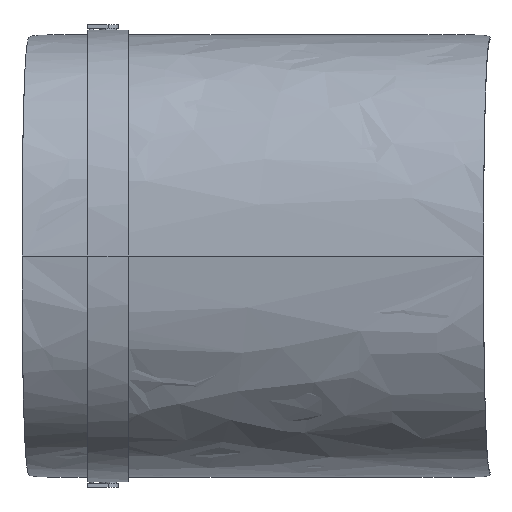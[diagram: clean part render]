
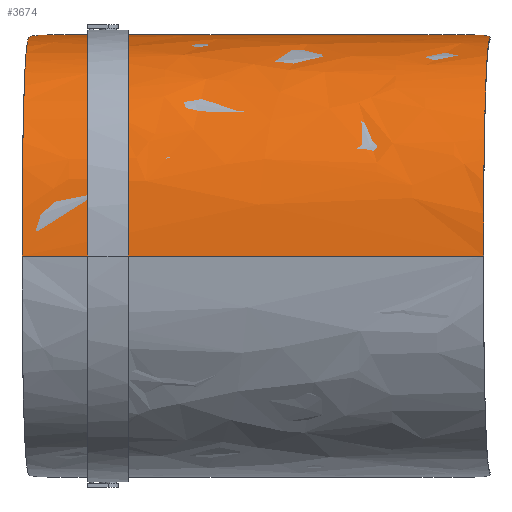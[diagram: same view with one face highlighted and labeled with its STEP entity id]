
A CAD part, left-side view. The second image highlights one B-rep face of the part: STEP entity #3674.
In plain terms, the highlighted free-form (B-spline) face has degree [3, 1] with [19, 2] control points.
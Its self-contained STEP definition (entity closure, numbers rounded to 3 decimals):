
#387=LINE('',#8686,#609);
#394=LINE('',#8868,#616);
#609=VECTOR('',#4522,10.);
#616=VECTOR('',#4533,10.);
#964=FACE_OUTER_BOUND('',#1196,.T.);
#1196=EDGE_LOOP('',(#3219,#3220,#3221,#3222,#3223,#3224));
#1423=B_SPLINE_CURVE_WITH_KNOTS('',3,(#8651,#8652,#8653,#8654,#8655,#8656,
#8657,#8658,#8659,#8660,#8661,#8662),.UNSPECIFIED.,.F.,.F.,(4,2,2,2,2,4),
(-4.728,-4.657,-3.464,-2.315,
-1.185,0.),.UNSPECIFIED.);
#1433=B_SPLINE_CURVE_WITH_KNOTS('',3,(#8900,#8901,#8902,#8903,#8904,#8905,
#8906,#8907,#8908,#8909,#8910,#8911,#8912,#8913),.UNSPECIFIED.,.F.,.F.,
(4,2,2,2,2,2,4),(0.,0.586,1.199,2.328,
3.478,4.659,4.726),.UNSPECIFIED.);
#1436=B_SPLINE_CURVE_WITH_KNOTS('',3,(#8949,#8950,#8951,#8952,#8953,#8954,
#8955,#8956,#8957,#8958,#8959,#8960,#8961,#8962,#8963,#8964),
 .UNSPECIFIED.,.F.,.F.,(4,3,3,3,3,4),(-1.,-0.938,-0.745,
-0.531,-0.365,-0.186),.UNSPECIFIED.);
#1437=B_SPLINE_CURVE_WITH_KNOTS('',3,(#8966,#8967,#8968,#8969,#8970,#8971,
#8972,#8973,#8974,#8975,#8976,#8977,#8978,#8979,#8980,#8981),
 .UNSPECIFIED.,.F.,.F.,(4,3,3,3,3,4),(0.186,0.365,
0.531,0.745,0.938,1.),.UNSPECIFIED.);
#1727=VERTEX_POINT('',#8649);
#1728=VERTEX_POINT('',#8650);
#1732=VERTEX_POINT('',#8684);
#1742=VERTEX_POINT('',#8850);
#1743=VERTEX_POINT('',#8867);
#1745=VERTEX_POINT('',#8899);
#2224=EDGE_CURVE('',#1727,#1728,#1423,.T.);
#2230=EDGE_CURVE('',#1727,#1732,#387,.T.);
#2243=EDGE_CURVE('',#1742,#1743,#394,.T.);
#2246=EDGE_CURVE('',#1745,#1732,#1433,.T.);
#2251=EDGE_CURVE('',#1743,#1745,#1436,.T.);
#2252=EDGE_CURVE('',#1728,#1742,#1437,.T.);
#3219=ORIENTED_EDGE('',*,*,#2224,.F.);
#3220=ORIENTED_EDGE('',*,*,#2230,.T.);
#3221=ORIENTED_EDGE('',*,*,#2246,.F.);
#3222=ORIENTED_EDGE('',*,*,#2251,.F.);
#3223=ORIENTED_EDGE('',*,*,#2243,.F.);
#3224=ORIENTED_EDGE('',*,*,#2252,.F.);
#3505=B_SPLINE_SURFACE_WITH_KNOTS('',3,1,((#8998,#8999),(#9000,#9001),(#9002,
#9003),(#9004,#9005),(#9006,#9007),(#9008,#9009),(#9010,#9011),(#9012,#9013),
(#9014,#9015),(#9016,#9017),(#9018,#9019),(#9020,#9021),(#9022,#9023),(#9024,
#9025),(#9026,#9027),(#9028,#9029),(#9030,#9031),(#9032,#9033),(#9034,#9035)),
 .UNSPECIFIED.,.F.,.F.,.F.,(4,3,3,3,3,3,4),(2,2),(-1.,-0.938,
-0.745,-0.531,-0.365,-0.171,
-0.001),(-15.,2.),.UNSPECIFIED.);
#3674=ADVANCED_FACE('',(#964),#3505,.T.);
#4522=DIRECTION('',(0.035,0.999,0.));
#4533=DIRECTION('',(0.035,0.999,0.));
#8649=CARTESIAN_POINT('',(-10.013,-119.2,81.486));
#8650=CARTESIAN_POINT('',(-41.042,-148.134,80.444));
#8651=CARTESIAN_POINT('Ctrl Pts',(-10.013,-119.2,81.486));
#8652=CARTESIAN_POINT('Ctrl Pts',(-10.022,-119.437,81.486));
#8653=CARTESIAN_POINT('Ctrl Pts',(-10.033,-119.675,81.486));
#8654=CARTESIAN_POINT('Ctrl Pts',(-10.28,-123.884,81.486));
#8655=CARTESIAN_POINT('Ctrl Pts',(-11.301,-127.769,81.487));
#8656=CARTESIAN_POINT('Ctrl Pts',(-14.734,-134.783,81.476));
#8657=CARTESIAN_POINT('Ctrl Pts',(-17.062,-137.869,81.464));
#8658=CARTESIAN_POINT('Ctrl Pts',(-22.706,-142.958,81.38));
#8659=CARTESIAN_POINT('Ctrl Pts',(-25.955,-144.93,81.309));
#8660=CARTESIAN_POINT('Ctrl Pts',(-33.181,-147.634,81.021));
#8661=CARTESIAN_POINT('Ctrl Pts',(-37.11,-148.272,80.8));
#8662=CARTESIAN_POINT('Ctrl Pts',(-41.042,-148.134,80.444));
#8684=CARTESIAN_POINT('',(-6.174,-9.267,81.486));
#8686=CARTESIAN_POINT('',(-5.825,0.727,81.486));
#8850=CARTESIAN_POINT('',(-109.79,-145.734,0.));
#8867=CARTESIAN_POINT('',(-103.857,24.163,0.));
#8868=CARTESIAN_POINT('',(-104.555,4.175,0.));
#8899=CARTESIAN_POINT('',(-35.109,21.762,80.444));
#8900=CARTESIAN_POINT('Ctrl Pts',(-35.109,21.762,80.444));
#8901=CARTESIAN_POINT('Ctrl Pts',(-33.165,21.694,80.62));
#8902=CARTESIAN_POINT('Ctrl Pts',(-31.23,21.437,80.763));
#8903=CARTESIAN_POINT('Ctrl Pts',(-27.347,20.53,81.004));
#8904=CARTESIAN_POINT('Ctrl Pts',(-25.414,19.865,81.1));
#8905=CARTESIAN_POINT('Ctrl Pts',(-20.146,17.429,81.313));
#8906=CARTESIAN_POINT('Ctrl Pts',(-17.057,15.22,81.382));
#8907=CARTESIAN_POINT('Ctrl Pts',(-11.809,9.722,81.464));
#8908=CARTESIAN_POINT('Ctrl Pts',(-9.717,6.467,81.476));
#8909=CARTESIAN_POINT('Ctrl Pts',(-6.835,-0.751,
81.487));
#8910=CARTESIAN_POINT('Ctrl Pts',(-6.109,-4.659,81.486));
#8911=CARTESIAN_POINT('Ctrl Pts',(-6.161,-8.82,81.486));
#8912=CARTESIAN_POINT('Ctrl Pts',(-6.167,-9.043,81.486));
#8913=CARTESIAN_POINT('Ctrl Pts',(-6.174,-9.267,81.486));
#8949=CARTESIAN_POINT('Ctrl Pts',(-103.857,24.163,0.));
#8950=CARTESIAN_POINT('Ctrl Pts',(-103.857,24.163,3.913));
#8951=CARTESIAN_POINT('Ctrl Pts',(-103.669,24.156,7.708));
#8952=CARTESIAN_POINT('Ctrl Pts',(-103.297,24.143,11.379));
#8953=CARTESIAN_POINT('Ctrl Pts',(-102.134,24.103,22.856));
#8954=CARTESIAN_POINT('Ctrl Pts',(-99.143,23.998,33.148));
#8955=CARTESIAN_POINT('Ctrl Pts',(-94.851,23.848,41.98));
#8956=CARTESIAN_POINT('Ctrl Pts',(-90.099,23.682,51.761));
#8957=CARTESIAN_POINT('Ctrl Pts',(-83.812,23.463,59.727));
#8958=CARTESIAN_POINT('Ctrl Pts',(-76.641,23.212,65.634));
#8959=CARTESIAN_POINT('Ctrl Pts',(-71.093,23.019,70.204));
#8960=CARTESIAN_POINT('Ctrl Pts',(-65.003,22.806,73.531));
#8961=CARTESIAN_POINT('Ctrl Pts',(-58.436,22.577,75.836));
#8962=CARTESIAN_POINT('Ctrl Pts',(-51.335,22.329,78.328));
#8963=CARTESIAN_POINT('Ctrl Pts',(-43.67,22.061,79.669));
#8964=CARTESIAN_POINT('Ctrl Pts',(-35.109,21.762,80.444));
#8966=CARTESIAN_POINT('Ctrl Pts',(-41.042,-148.134,80.444));
#8967=CARTESIAN_POINT('Ctrl Pts',(-49.603,-147.835,79.669));
#8968=CARTESIAN_POINT('Ctrl Pts',(-57.268,-147.568,78.328));
#8969=CARTESIAN_POINT('Ctrl Pts',(-64.369,-147.32,75.836));
#8970=CARTESIAN_POINT('Ctrl Pts',(-70.936,-147.09,73.531));
#8971=CARTESIAN_POINT('Ctrl Pts',(-77.026,-146.878,70.204));
#8972=CARTESIAN_POINT('Ctrl Pts',(-82.574,-146.684,65.634));
#8973=CARTESIAN_POINT('Ctrl Pts',(-89.745,-146.434,59.727));
#8974=CARTESIAN_POINT('Ctrl Pts',(-96.031,-146.214,51.761));
#8975=CARTESIAN_POINT('Ctrl Pts',(-100.784,-146.048,41.98));
#8976=CARTESIAN_POINT('Ctrl Pts',(-105.076,-145.898,33.148));
#8977=CARTESIAN_POINT('Ctrl Pts',(-108.067,-145.794,22.856));
#8978=CARTESIAN_POINT('Ctrl Pts',(-109.23,-145.753,11.379));
#8979=CARTESIAN_POINT('Ctrl Pts',(-109.602,-145.74,7.708));
#8980=CARTESIAN_POINT('Ctrl Pts',(-109.79,-145.734,3.913));
#8981=CARTESIAN_POINT('Ctrl Pts',(-109.79,-145.734,0.));
#8998=CARTESIAN_POINT('Ctrl Pts',(-109.79,-145.734,0.));
#8999=CARTESIAN_POINT('Ctrl Pts',(-103.857,24.163,0.));
#9000=CARTESIAN_POINT('Ctrl Pts',(-109.79,-145.734,3.913));
#9001=CARTESIAN_POINT('Ctrl Pts',(-103.857,24.163,3.913));
#9002=CARTESIAN_POINT('Ctrl Pts',(-109.602,-145.74,7.708));
#9003=CARTESIAN_POINT('Ctrl Pts',(-103.669,24.156,7.708));
#9004=CARTESIAN_POINT('Ctrl Pts',(-109.23,-145.753,11.379));
#9005=CARTESIAN_POINT('Ctrl Pts',(-103.297,24.143,11.379));
#9006=CARTESIAN_POINT('Ctrl Pts',(-108.067,-145.794,22.856));
#9007=CARTESIAN_POINT('Ctrl Pts',(-102.134,24.103,22.856));
#9008=CARTESIAN_POINT('Ctrl Pts',(-105.076,-145.898,33.148));
#9009=CARTESIAN_POINT('Ctrl Pts',(-99.143,23.998,33.148));
#9010=CARTESIAN_POINT('Ctrl Pts',(-100.784,-146.048,41.98));
#9011=CARTESIAN_POINT('Ctrl Pts',(-94.851,23.848,41.98));
#9012=CARTESIAN_POINT('Ctrl Pts',(-96.031,-146.214,51.761));
#9013=CARTESIAN_POINT('Ctrl Pts',(-90.099,23.682,51.761));
#9014=CARTESIAN_POINT('Ctrl Pts',(-89.745,-146.434,59.727));
#9015=CARTESIAN_POINT('Ctrl Pts',(-83.812,23.463,59.727));
#9016=CARTESIAN_POINT('Ctrl Pts',(-82.574,-146.684,65.634));
#9017=CARTESIAN_POINT('Ctrl Pts',(-76.641,23.212,65.634));
#9018=CARTESIAN_POINT('Ctrl Pts',(-77.026,-146.878,70.204));
#9019=CARTESIAN_POINT('Ctrl Pts',(-71.093,23.019,70.204));
#9020=CARTESIAN_POINT('Ctrl Pts',(-70.936,-147.09,73.531));
#9021=CARTESIAN_POINT('Ctrl Pts',(-65.003,22.806,73.531));
#9022=CARTESIAN_POINT('Ctrl Pts',(-64.369,-147.32,75.836));
#9023=CARTESIAN_POINT('Ctrl Pts',(-58.436,22.577,75.836));
#9024=CARTESIAN_POINT('Ctrl Pts',(-56.668,-147.589,78.539));
#9025=CARTESIAN_POINT('Ctrl Pts',(-50.735,22.308,78.539));
#9026=CARTESIAN_POINT('Ctrl Pts',(-48.303,-147.881,79.887));
#9027=CARTESIAN_POINT('Ctrl Pts',(-42.37,22.016,79.887));
#9028=CARTESIAN_POINT('Ctrl Pts',(-38.852,-148.211,80.629));
#9029=CARTESIAN_POINT('Ctrl Pts',(-32.92,21.686,80.629));
#9030=CARTESIAN_POINT('Ctrl Pts',(-30.538,-148.501,81.281));
#9031=CARTESIAN_POINT('Ctrl Pts',(-24.605,21.395,81.281));
#9032=CARTESIAN_POINT('Ctrl Pts',(-21.364,-148.822,81.485));
#9033=CARTESIAN_POINT('Ctrl Pts',(-15.431,21.075,81.485));
#9034=CARTESIAN_POINT('Ctrl Pts',(-11.06,-149.181,81.486));
#9035=CARTESIAN_POINT('Ctrl Pts',(-5.127,20.715,81.486));
